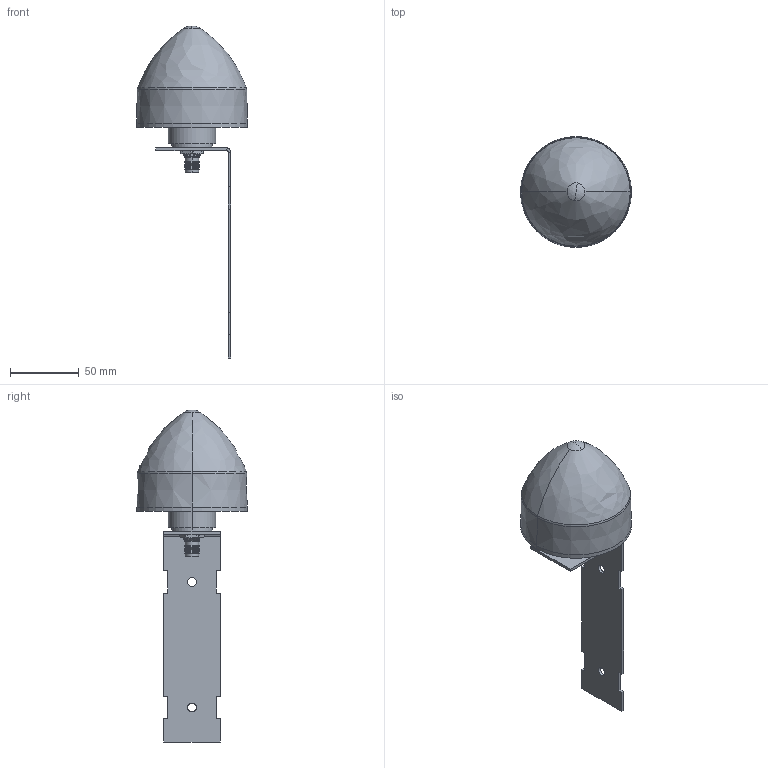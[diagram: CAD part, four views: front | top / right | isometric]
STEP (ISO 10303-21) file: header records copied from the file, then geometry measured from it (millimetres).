
FILE_DESCRIPTION (( 'STEP AP214' ), '1' );
FILE_NAME ('LCANGPS1016_3D.step', '2024-01-08T20:32:01', ( '' ), ( '' ), 'SwSTEP 2.0', 'SolidWorks 2022', '' );
FILE_SCHEMA (( 'AUTOMOTIVE_DESIGN' ));
Length unit declared in the file: inch
Products named in the file (10): BA1090-MA2; BA1090-MA4; BA1090-MA3; LCANGPS1016_3D; LCANGPS1016_BRACKET; N-SMA¹«Ö±Í·; ÊÚÊ±ÌìÏßÏÂ¿Ç; ÊÚÊ±ÌìÏßÉÏ¿Ç; BA1090-MA1; BA1090
Assembly tree (9 placements, depth 3):
  LCANGPS1016_3D
    ÊÚÊ±ÌìÏßÏÂ¿Ç
    ÊÚÊ±ÌìÏßÉÏ¿Ç
    N-SMA¹«Ö±Í·
    LCANGPS1016_BRACKET
    BA1090
      BA1090-MA1
      BA1090-MA2
      BA1090-MA3
      BA1090-MA4
Bounding box: 80.48 x 80.48 x 240.67 mm (x, y, z)
Volume: 53222.4 mm3; surface area: 86467.7 mm2
Topology: 7 solids, 8 shells, 628 faces, 1601 edges, 1032 vertices
Faces by surface type: cylinder 223, plane 206, cone 104, bspline 89, torus 4, sphere 2
Entity records: 110858 total; most frequent: CARTESIAN_POINT 96089, ORIENTED_EDGE 3168, DIRECTION 2407, EDGE_CURVE 1595, VERTEX_POINT 1030, AXIS2_PLACEMENT_3D 951, EDGE_LOOP 699, FACE_OUTER_BOUND 629
